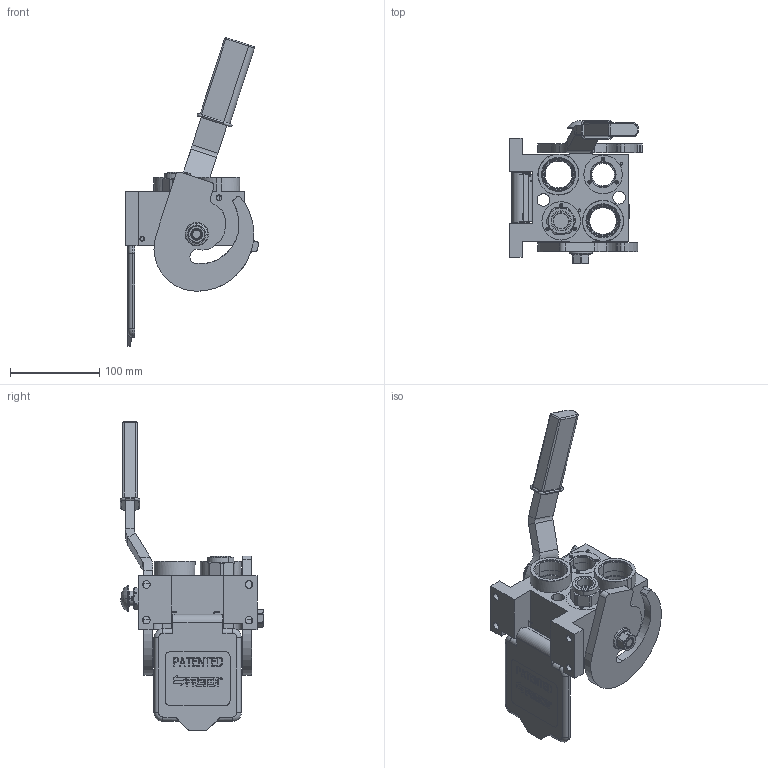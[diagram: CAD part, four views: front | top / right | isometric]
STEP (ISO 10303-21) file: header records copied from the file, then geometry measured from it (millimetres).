
FILE_DESCRIPTION (( 'STEP AP214' ), '1' );
FILE_NAME ('FASTER.step', '2022-01-27T10:29:57', ( '' ), ( '' ), 'SwSTEP 2.0', 'SolidWorks 2017', '' );
FILE_SCHEMA (( 'AUTOMOTIVE_DESIGN' ));
Length unit declared in the file: millimetre
Products named in the file (30): 4850_024_6002_020; 4142_072_1000_300; 4830_025_0000_001; et011; 4830_070_0000_001; P510_F_ALB_BASE; FASTER; 4810_001_0001_014; 2ffnb12_gas_f; 4830_022_0000_011; 4830_020_0000_033; sicura_p5; 4830_001_0005_300; 1540_080_0012_000; or2_62x17_86; 4850_024_6003_000_ASM; 4830_025_2000_000; 4820_001_0004_000; 4850_024_6001_021; 4830_024_0001_012; A_2ffnb12_gas_f; 0048_042_0412_000; 4830_001_0005_301; 4340_014_0000_000; 4850_024_6003_010; 4850_024_6003_000; curs_molla_12; 4830_025_1000_000; or1_5x7_m
Assembly tree (30 placements, depth 4):
  FASTER
    P510_F_ALB_BASE
      4830_020_0000_033
      4830_025_1000_000
      4820_001_0004_000
      4810_001_0001_014
      4830_022_0000_011
      4830_070_0000_001
      4830_001_0005_300
      4830_001_0005_301
      or2_62x17_86  x2
    A_2ffnb12_gas_f
      curs_molla_12
        4340_014_0000_000
        4142_072_1000_300
      2ffnb12_gas_f
        2ffnb12_gas_f
    4850_024_6003_000
      4850_024_6003_000_ASM
        4850_024_6003_010
        4850_024_6001_021
      sicura_p5
        4830_025_0000_001
        or1_5x7_m
        0048_042_0412_000
      1540_080_0012_000
      4830_025_2000_000
      4830_024_0001_012
      4850_024_6002_020
    et011
Bounding box: 148.95 x 161.17 x 346.17 mm (x, y, z)
Volume: 195280.3 mm3; surface area: 266692.4 mm2
Topology: 18 solids, 37 shells, 3289 faces, 8676 edges, 5556 vertices
Faces by surface type: plane 2060, cylinder 602, cone 220, bspline 195, torus 171, sphere 41
Entity records: 133831 total; most frequent: CARTESIAN_POINT 50316, ORIENTED_EDGE 17047, DIRECTION 15663, EDGE_CURVE 8605, LINE 6197, VECTOR 6197, VERTEX_POINT 5540, AXIS2_PLACEMENT_3D 4733
